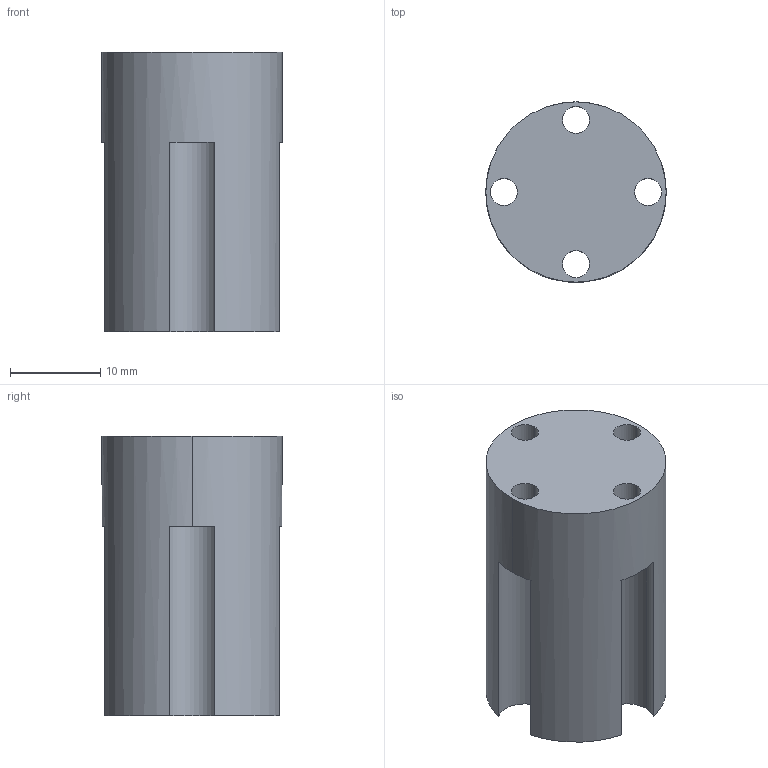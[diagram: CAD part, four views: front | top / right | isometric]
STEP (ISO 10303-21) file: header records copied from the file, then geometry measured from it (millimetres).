
FILE_DESCRIPTION (( 'STEP AP203' ), '1' );
FILE_NAME ('oberarm_achse.STEP', '2025-10-30T17:09:41', ( '' ), ( '' ), 'SwSTEP 2.0', 'SolidWorks 2024', '' );
FILE_SCHEMA (( 'CONFIG_CONTROL_DESIGN' ));
Length unit declared in the file: millimetre
Products named in the file (1): oberarm_achse
Bounding box: 20 x 20 x 31 mm (x, y, z)
Volume: 7064.2 mm3; surface area: 4070.9 mm2
Topology: 1 solids, 1 shells, 37 faces, 93 edges, 62 vertices
Faces by surface type: cylinder 27, plane 10
Entity records: 1242 total; most frequent: DIRECTION 231, CARTESIAN_POINT 193, ORIENTED_EDGE 186, AXIS2_PLACEMENT_3D 100, EDGE_CURVE 93, CIRCLE 62, VERTEX_POINT 62, EDGE_LOOP 49
